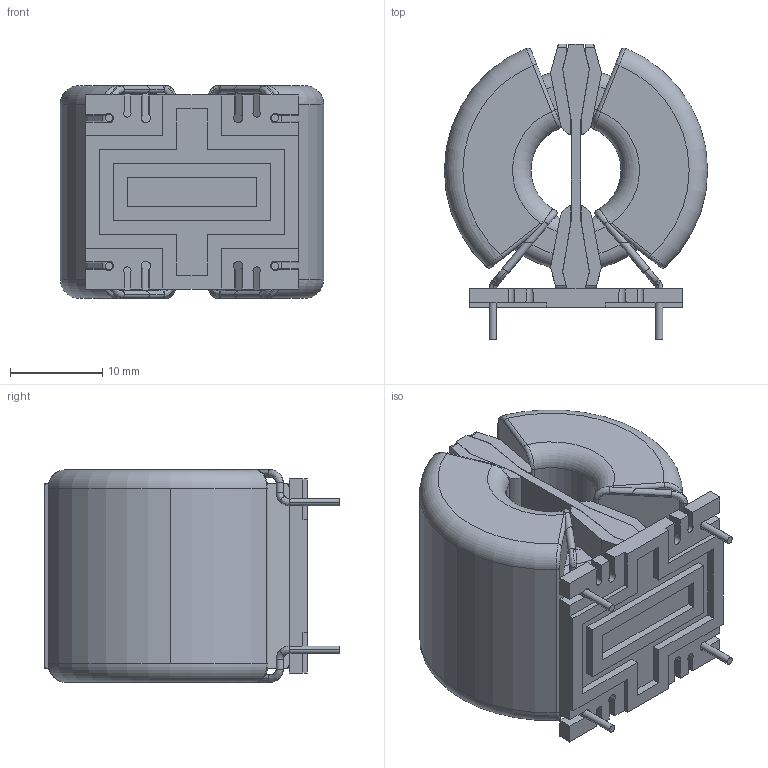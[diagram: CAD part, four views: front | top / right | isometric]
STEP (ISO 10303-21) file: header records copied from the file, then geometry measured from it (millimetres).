
FILE_DESCRIPTION (( 'STEP AP214' ), '1' );
FILE_NAME ('SCF19-040-0R8A1100J.STEP', '2019-02-04T02:56:02', ( '' ), ( '' ), 'SwSTEP 2.0', 'SolidWorks 2018', '' );
FILE_SCHEMA (( 'AUTOMOTIVE_DESIGN' ));
Length unit declared in the file: millimetre
Products named in the file (1): SCF19-040-0R8A1100J
Bounding box: 28.5 x 32 x 23 mm (x, y, z)
Volume: 11429.4 mm3; surface area: 7545.3 mm2
Topology: 1 solids, 1 shells, 489 faces, 1391 edges, 902 vertices
Faces by surface type: plane 274, cylinder 125, bspline 48, torus 42
Entity records: 25308 total; most frequent: CARTESIAN_POINT 7783, ORIENTED_EDGE 2782, DIRECTION 2399, EDGE_CURVE 1391, VERTEX_POINT 902, LINE 859, VECTOR 859, AXIS2_PLACEMENT_3D 770
